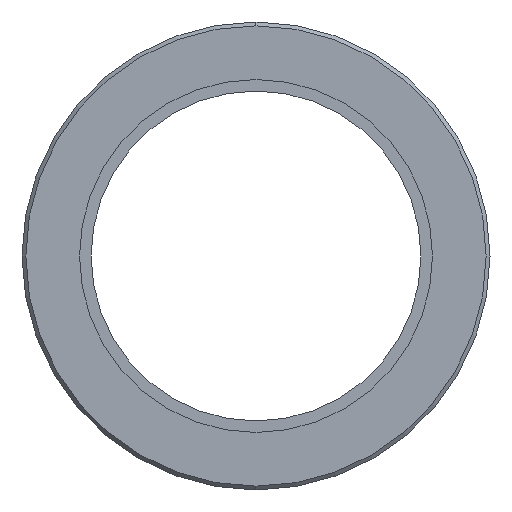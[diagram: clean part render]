
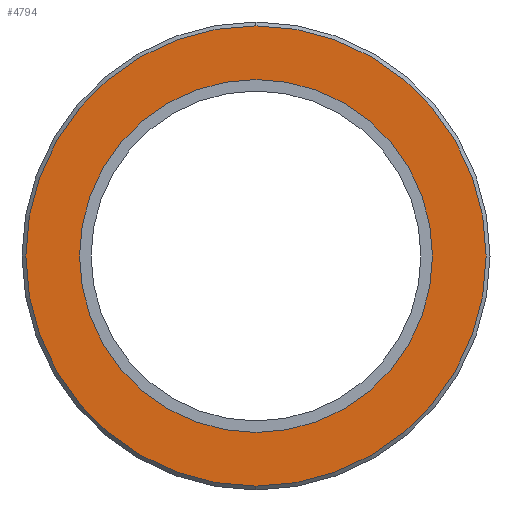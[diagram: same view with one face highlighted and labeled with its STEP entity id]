
A CAD part, left-side view. The second image highlights one B-rep face of the part: STEP entity #4794.
In plain terms, the highlighted planar face has unit normal (-1, 0, 0).
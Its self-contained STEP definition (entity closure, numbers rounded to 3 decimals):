
#189 = AXIS2_PLACEMENT_3D ( 'NONE', #8763, #5332, #14067 ) ;
#1284 = AXIS2_PLACEMENT_3D ( 'NONE', #17060, #9975, #18401 ) ;
#1973 = CARTESIAN_POINT ( 'NONE',  ( -13., 0., 23. ) ) ;
#2130 = VERTEX_POINT ( 'NONE', #13059 ) ;
#2290 = VERTEX_POINT ( 'NONE', #4882 ) ;
#2300 = CIRCLE ( 'NONE', #189, 30. ) ;
#3019 = DIRECTION ( 'NONE',  ( 0., 0., 1. ) ) ;
#3760 = VERTEX_POINT ( 'NONE', #21006 ) ;
#4058 = AXIS2_PLACEMENT_3D ( 'NONE', #4204, #21152, #14063 ) ;
#4204 = CARTESIAN_POINT ( 'NONE',  ( -13., 0., 0. ) ) ;
#4465 = EDGE_LOOP ( 'NONE', ( #18985, #21825 ) ) ;
#4794 = ADVANCED_FACE ( 'NONE', ( #15509, #20398 ), #16945, .T. ) ;
#4882 = CARTESIAN_POINT ( 'NONE',  ( -13., 0., -30. ) ) ;
#5298 = ORIENTED_EDGE ( 'NONE', *, *, #6271, .T. ) ;
#5332 = DIRECTION ( 'NONE',  ( -1., 0., 0. ) ) ;
#5830 = CIRCLE ( 'NONE', #4058, 30. ) ;
#6271 = EDGE_CURVE ( 'NONE', #2290, #2130, #5830, .T. ) ;
#8763 = CARTESIAN_POINT ( 'NONE',  ( -13., 0., 0. ) ) ;
#9412 = CIRCLE ( 'NONE', #1284, 23. ) ;
#9975 = DIRECTION ( 'NONE',  ( -1., 0., 0. ) ) ;
#10082 = CIRCLE ( 'NONE', #13963, 23. ) ;
#10090 = CARTESIAN_POINT ( 'NONE',  ( -13., 0., 0. ) ) ;
#10299 = DIRECTION ( 'NONE',  ( -1., 0., 0. ) ) ;
#11624 = EDGE_CURVE ( 'NONE', #14004, #3760, #10082, .T. ) ;
#11737 = DIRECTION ( 'NONE',  ( 0., 0., 1. ) ) ;
#11806 = EDGE_CURVE ( 'NONE', #2130, #2290, #2300, .T. ) ;
#11981 = DIRECTION ( 'NONE',  ( -1., 0., 0. ) ) ;
#12261 = ORIENTED_EDGE ( 'NONE', *, *, #11806, .T. ) ;
#12969 = EDGE_CURVE ( 'NONE', #3760, #14004, #9412, .T. ) ;
#13059 = CARTESIAN_POINT ( 'NONE',  ( -13., 0., 30. ) ) ;
#13963 = AXIS2_PLACEMENT_3D ( 'NONE', #20277, #11981, #3019 ) ;
#14004 = VERTEX_POINT ( 'NONE', #1973 ) ;
#14063 = DIRECTION ( 'NONE',  ( 0., 0., 1. ) ) ;
#14067 = DIRECTION ( 'NONE',  ( 0., 0., 1. ) ) ;
#15509 = FACE_OUTER_BOUND ( 'NONE', #20202, .T. ) ;
#16945 = PLANE ( 'NONE',  #21264 ) ;
#17060 = CARTESIAN_POINT ( 'NONE',  ( -13., 0., 0. ) ) ;
#18401 = DIRECTION ( 'NONE',  ( 0., 0., 1. ) ) ;
#18985 = ORIENTED_EDGE ( 'NONE', *, *, #11624, .F. ) ;
#20202 = EDGE_LOOP ( 'NONE', ( #5298, #12261 ) ) ;
#20277 = CARTESIAN_POINT ( 'NONE',  ( -13., 0., 0. ) ) ;
#20398 = FACE_BOUND ( 'NONE', #4465, .T. ) ;
#21006 = CARTESIAN_POINT ( 'NONE',  ( -13., 0., -23. ) ) ;
#21152 = DIRECTION ( 'NONE',  ( -1., 0., 0. ) ) ;
#21264 = AXIS2_PLACEMENT_3D ( 'NONE', #10090, #10299, #11737 ) ;
#21825 = ORIENTED_EDGE ( 'NONE', *, *, #12969, .F. ) ;
